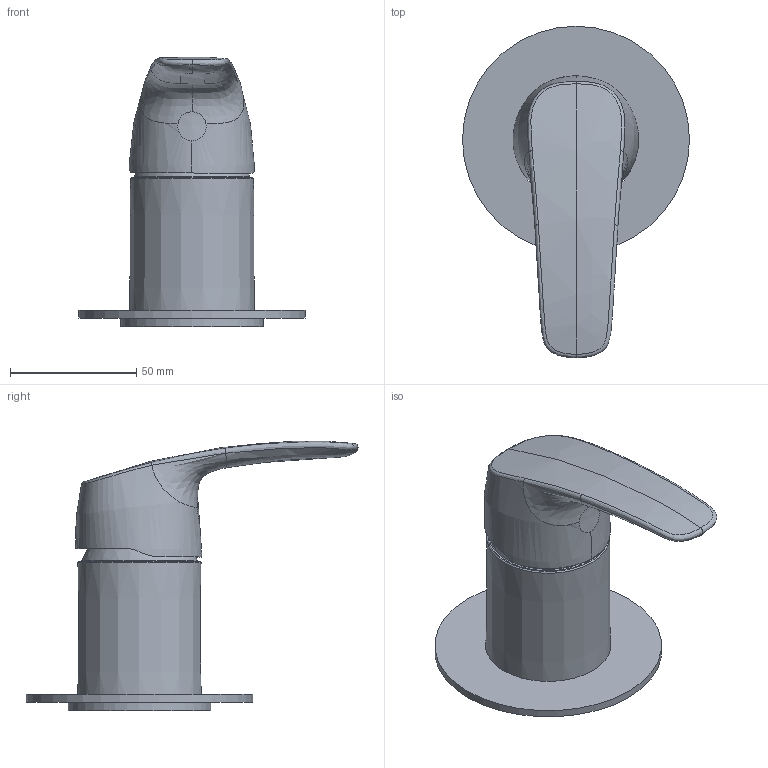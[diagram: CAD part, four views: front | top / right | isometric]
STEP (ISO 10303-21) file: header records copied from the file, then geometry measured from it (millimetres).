
FILE_DESCRIPTION (( 'STEP AP203' ), '1' );
FILE_NAME ('1065C(2017)+50669083.STEP', '2017-03-09T05:41:49', ( '' ), ( '' ), 'SwSTEP 2.0', 'SolidWorks 2016', '' );
FILE_SCHEMA (( 'CONFIG_CONTROL_DESIGN' ));
Length unit declared in the file: millimetre
Products named in the file (1): 1065C(2017)+50669083
Bounding box: 90 x 131.67 x 106.99 mm (x, y, z)
Volume: 205579.5 mm3; surface area: 34227.2 mm2
Topology: 2 solids, 2 shells, 36 faces, 85 edges, 56 vertices
Faces by surface type: bspline 15, plane 9, cylinder 8, torus 2, sphere 1, cone 1
Full cylindrical faces by diameter (mm): 49.8 x1, 56.5 x1, 90 x1
Entity records: 8013 total; most frequent: CARTESIAN_POINT 7275, ORIENTED_EDGE 154, DIRECTION 82, EDGE_CURVE 77, B_SPLINE_CURVE_WITH_KNOTS 54, VERTEX_POINT 54, EDGE_LOOP 47, FACE_OUTER_BOUND 42
